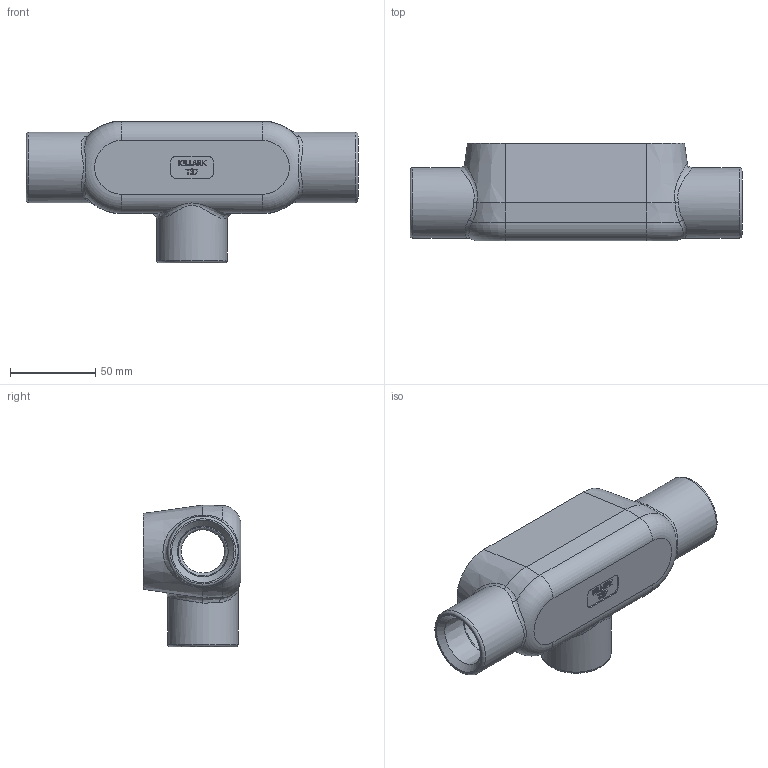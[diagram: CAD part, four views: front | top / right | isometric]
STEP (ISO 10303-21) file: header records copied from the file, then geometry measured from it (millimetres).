
FILE_DESCRIPTION(/* description */ (''),/* implementation_level */ '2;1');
FILE_NAME(/* name */ 'KIL_T37.stp',/* time_stamp */ '2019-02-13T10:48:42+05:00',/* author */ ('avenkatesan'),/* organization */ (''),/* preprocessor_version */ 'ST-DEVELOPER v17',/* originating_system */ 'Autodesk Inventor 2018',/* authorisation */ '');
FILE_SCHEMA (('AUTOMOTIVE_DESIGN { 1 0 10303 214 3 1 1 }'));
Length unit declared in the file: inch
Products named in the file (1): 17673-2
Bounding box: 194.32 x 57.15 x 83.07 mm (x, y, z)
Volume: 149623.2 mm3; surface area: 65040.4 mm2
Topology: 1 solids, 1 shells, 851 faces, 2341 edges, 1555 vertices
Faces by surface type: plane 518, bspline 239, cylinder 41, cone 32, torus 21
Full cylindrical faces by diameter (mm): 1.772 x1, 2.115 x1, 15.526 x1, 19.05 x1, 33.553 x3, 41.275 x3
Entity records: 29222 total; most frequent: CARTESIAN_POINT 9063, ORIENTED_EDGE 4682, DIRECTION 3235, EDGE_CURVE 2341, LINE 1609, VECTOR 1609, VERTEX_POINT 1555, EDGE_LOOP 920
